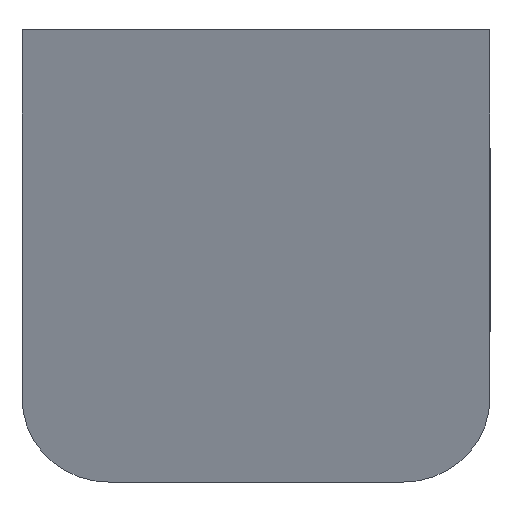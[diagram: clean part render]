
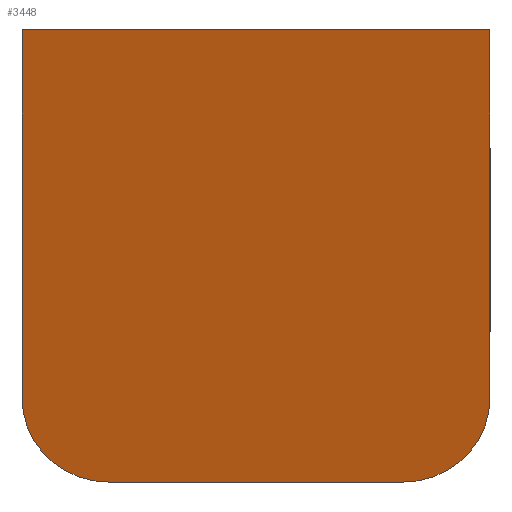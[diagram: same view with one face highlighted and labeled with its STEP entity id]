
A CAD part, front view. The second image highlights one B-rep face of the part: STEP entity #3448.
In plain terms, the highlighted planar face has unit normal (0, -0.961, -0.276).
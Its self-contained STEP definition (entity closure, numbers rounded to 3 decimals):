
#396=CIRCLE('',#3714,10.);
#398=CIRCLE('',#3718,10.);
#554=FACE_OUTER_BOUND('',#797,.T.);
#797=EDGE_LOOP('',(#2525,#2526,#2527,#2528,#2529,#2530));
#1084=LINE('',#5356,#1325);
#1087=LINE('',#5362,#1328);
#1088=LINE('',#5364,#1329);
#1089=LINE('',#5366,#1330);
#1325=VECTOR('',#4243,10.);
#1328=VECTOR('',#4248,10.);
#1329=VECTOR('',#4249,10.);
#1330=VECTOR('',#4250,10.);
#1669=VERTEX_POINT('',#5346);
#1670=VERTEX_POINT('',#5347);
#1673=VERTEX_POINT('',#5355);
#1675=VERTEX_POINT('',#5361);
#1676=VERTEX_POINT('',#5363);
#1677=VERTEX_POINT('',#5365);
#2005=EDGE_CURVE('',#1669,#1670,#396,.T.);
#2009=EDGE_CURVE('',#1670,#1673,#1084,.T.);
#2012=EDGE_CURVE('',#1669,#1675,#1087,.T.);
#2013=EDGE_CURVE('',#1675,#1676,#1088,.T.);
#2014=EDGE_CURVE('',#1676,#1677,#1089,.T.);
#2015=EDGE_CURVE('',#1673,#1677,#398,.T.);
#2525=ORIENTED_EDGE('',*,*,#2005,.F.);
#2526=ORIENTED_EDGE('',*,*,#2012,.T.);
#2527=ORIENTED_EDGE('',*,*,#2013,.T.);
#2528=ORIENTED_EDGE('',*,*,#2014,.T.);
#2529=ORIENTED_EDGE('',*,*,#2015,.F.);
#2530=ORIENTED_EDGE('',*,*,#2009,.F.);
#3398=PLANE('',#3717);
#3448=ADVANCED_FACE('',(#554),#3398,.T.);
#3714=AXIS2_PLACEMENT_3D('',#5348,#4235,#4236);
#3717=AXIS2_PLACEMENT_3D('',#5360,#4246,#4247);
#3718=AXIS2_PLACEMENT_3D('',#5367,#4251,#4252);
#4235=DIRECTION('center_axis',(0.,0.961,0.276));
#4236=DIRECTION('ref_axis',(0.707,0.195,-0.68));
#4243=DIRECTION('',(-1.,0.,0.));
#4246=DIRECTION('center_axis',(0.,-0.961,-0.276));
#4247=DIRECTION('ref_axis',(0.,-0.276,0.961));
#4248=DIRECTION('',(0.,-0.276,0.961));
#4249=DIRECTION('',(-1.,0.,0.));
#4250=DIRECTION('',(0.,0.276,-0.961));
#4251=DIRECTION('center_axis',(0.,0.961,0.276));
#4252=DIRECTION('ref_axis',(-0.707,0.195,-0.68));
#5346=CARTESIAN_POINT('',(0.,-0.602,-42.296));
#5347=CARTESIAN_POINT('',(-10.,2.154,-51.908));
#5348=CARTESIAN_POINT('Origin',(-10.,-0.602,-42.296));
#5355=CARTESIAN_POINT('',(-43.72,2.154,-51.908));
#5356=CARTESIAN_POINT('',(0.,2.154,-51.908));
#5360=CARTESIAN_POINT('Origin',(0.,2.154,-51.908));
#5361=CARTESIAN_POINT('',(0.,-12.73,0.));
#5362=CARTESIAN_POINT('',(0.,2.154,-51.908));
#5363=CARTESIAN_POINT('',(-53.72,-12.73,0.));
#5364=CARTESIAN_POINT('',(0.,-12.73,0.));
#5365=CARTESIAN_POINT('',(-53.72,-0.602,-42.296));
#5366=CARTESIAN_POINT('',(-53.72,-1.476,-39.249));
#5367=CARTESIAN_POINT('Origin',(-43.72,-0.602,-42.296));
